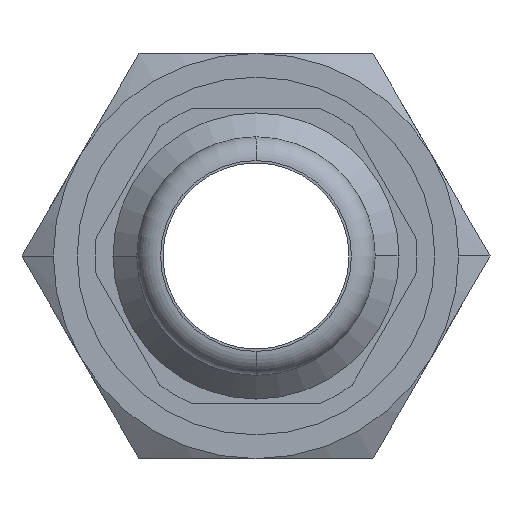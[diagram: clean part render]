
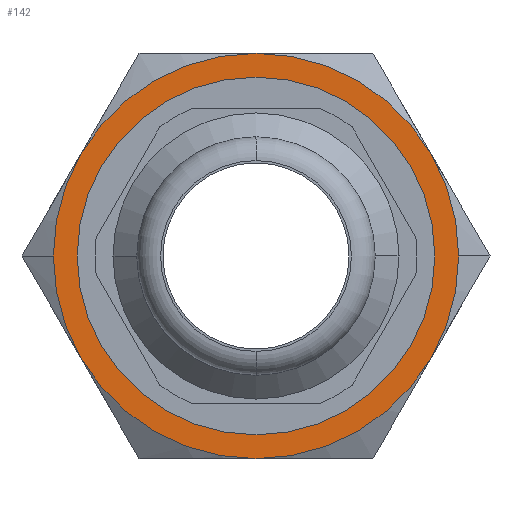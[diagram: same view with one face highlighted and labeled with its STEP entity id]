
A CAD part, front view. The second image highlights one B-rep face of the part: STEP entity #142.
In plain terms, the highlighted planar face has unit normal (0, -1, 0).
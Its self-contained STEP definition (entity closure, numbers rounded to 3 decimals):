
#142=ADVANCED_FACE('',(#321,#322),#323,.T.);
#321=FACE_OUTER_BOUND('',#532,.T.);
#322=FACE_BOUND('',#533,.T.);
#323=PLANE('',#534);
#532=EDGE_LOOP('',(#889,#890,#891,#892,#893,#894,#895,#896));
#533=EDGE_LOOP('',(#897,#898));
#534=AXIS2_PLACEMENT_3D('',#899,#900,#901);
#889=ORIENTED_EDGE('',*,*,#1351,.F.);
#890=ORIENTED_EDGE('',*,*,#1352,.F.);
#891=ORIENTED_EDGE('',*,*,#1269,.F.);
#892=ORIENTED_EDGE('',*,*,#1353,.F.);
#893=ORIENTED_EDGE('',*,*,#1354,.F.);
#894=ORIENTED_EDGE('',*,*,#1355,.F.);
#895=ORIENTED_EDGE('',*,*,#1356,.F.);
#896=ORIENTED_EDGE('',*,*,#1357,.F.);
#897=ORIENTED_EDGE('',*,*,#1244,.F.);
#898=ORIENTED_EDGE('',*,*,#1293,.F.);
#899=CARTESIAN_POINT('',(4.25,23.5,0.0));
#900=DIRECTION('',(-0.0,-1.0,-0.0));
#901=DIRECTION('',(-1.0,0.0,0.0));
#1244=EDGE_CURVE('',#1479,#1475,#1481,.T.);
#1269=EDGE_CURVE('',#1483,#1525,#1526,.T.);
#1293=EDGE_CURVE('',#1475,#1479,#1563,.T.);
#1351=EDGE_CURVE('',#1647,#1648,#1649,.T.);
#1352=EDGE_CURVE('',#1525,#1647,#1650,.T.);
#1353=EDGE_CURVE('',#1651,#1483,#1652,.T.);
#1354=EDGE_CURVE('',#1629,#1651,#1653,.T.);
#1355=EDGE_CURVE('',#1654,#1629,#1655,.T.);
#1356=EDGE_CURVE('',#1600,#1654,#1656,.T.);
#1357=EDGE_CURVE('',#1648,#1600,#1657,.T.);
#1475=VERTEX_POINT('',#1785);
#1479=VERTEX_POINT('',#1790);
#1481=CIRCLE('',#1793,7.5);
#1483=VERTEX_POINT('',#1795);
#1525=VERTEX_POINT('',#1889);
#1526=CIRCLE('',#1890,8.5);
#1563=CIRCLE('',#1945,7.5);
#1600=VERTEX_POINT('',#2036);
#1629=VERTEX_POINT('',#2106);
#1647=VERTEX_POINT('',#2171);
#1648=VERTEX_POINT('',#2172);
#1649=CIRCLE('',#2173,8.5);
#1650=CIRCLE('',#2174,8.5);
#1651=VERTEX_POINT('',#2175);
#1652=CIRCLE('',#2176,8.5);
#1653=CIRCLE('',#2177,8.5);
#1654=VERTEX_POINT('',#2178);
#1655=CIRCLE('',#2179,8.5);
#1656=CIRCLE('',#2180,8.5);
#1657=CIRCLE('',#2181,8.5);
#1785=CARTESIAN_POINT('',(7.5,23.5,0.));
#1790=CARTESIAN_POINT('',(-7.5,23.5,0.));
#1793=AXIS2_PLACEMENT_3D('',#2427,#2428,#2429);
#1795=CARTESIAN_POINT('',(-7.361,23.5,4.25));
#1889=CARTESIAN_POINT('',(0.,23.5,8.5));
#1890=AXIS2_PLACEMENT_3D('',#2465,#2466,#2467);
#1945=AXIS2_PLACEMENT_3D('',#2502,#2503,#2504);
#2036=CARTESIAN_POINT('',(7.361,23.5,-4.25));
#2106=CARTESIAN_POINT('',(-7.361,23.5,-4.25));
#2171=CARTESIAN_POINT('',(7.361,23.5,4.25));
#2172=CARTESIAN_POINT('',(8.5,23.5,0.));
#2173=AXIS2_PLACEMENT_3D('',#2559,#2560,#2561);
#2174=AXIS2_PLACEMENT_3D('',#2562,#2563,#2564);
#2175=CARTESIAN_POINT('',(-8.5,23.5,0.));
#2176=AXIS2_PLACEMENT_3D('',#2565,#2566,#2567);
#2177=AXIS2_PLACEMENT_3D('',#2568,#2569,#2570);
#2178=CARTESIAN_POINT('',(0.0,23.5,-8.5));
#2179=AXIS2_PLACEMENT_3D('',#2571,#2572,#2573);
#2180=AXIS2_PLACEMENT_3D('',#2574,#2575,#2576);
#2181=AXIS2_PLACEMENT_3D('',#2577,#2578,#2579);
#2427=CARTESIAN_POINT('',(0.0,23.5,0.0));
#2428=DIRECTION('',(0.0,-1.0,0.0));
#2429=DIRECTION('',(1.0,0.0,0.0));
#2465=CARTESIAN_POINT('',(0.0,23.5,0.0));
#2466=DIRECTION('',(-0.0,1.0,0.0));
#2467=DIRECTION('',(1.0,0.0,0.0));
#2502=CARTESIAN_POINT('',(0.0,23.5,0.0));
#2503=DIRECTION('',(0.0,-1.0,0.0));
#2504=DIRECTION('',(1.0,0.0,0.0));
#2559=CARTESIAN_POINT('',(0.0,23.5,0.0));
#2560=DIRECTION('',(-0.0,1.0,0.0));
#2561=DIRECTION('',(1.0,0.0,0.0));
#2562=CARTESIAN_POINT('',(0.0,23.5,0.0));
#2563=DIRECTION('',(-0.0,1.0,0.0));
#2564=DIRECTION('',(1.0,0.0,0.0));
#2565=CARTESIAN_POINT('',(0.0,23.5,0.0));
#2566=DIRECTION('',(-0.0,1.0,0.0));
#2567=DIRECTION('',(1.0,0.0,0.0));
#2568=CARTESIAN_POINT('',(0.0,23.5,0.0));
#2569=DIRECTION('',(-0.0,1.0,0.0));
#2570=DIRECTION('',(1.0,0.0,0.0));
#2571=CARTESIAN_POINT('',(0.0,23.5,0.0));
#2572=DIRECTION('',(-0.0,1.0,0.0));
#2573=DIRECTION('',(1.0,0.0,0.0));
#2574=CARTESIAN_POINT('',(0.0,23.5,0.0));
#2575=DIRECTION('',(-0.0,1.0,0.0));
#2576=DIRECTION('',(1.0,0.0,0.0));
#2577=CARTESIAN_POINT('',(0.0,23.5,0.0));
#2578=DIRECTION('',(-0.0,1.0,0.0));
#2579=DIRECTION('',(1.0,0.0,0.0));
